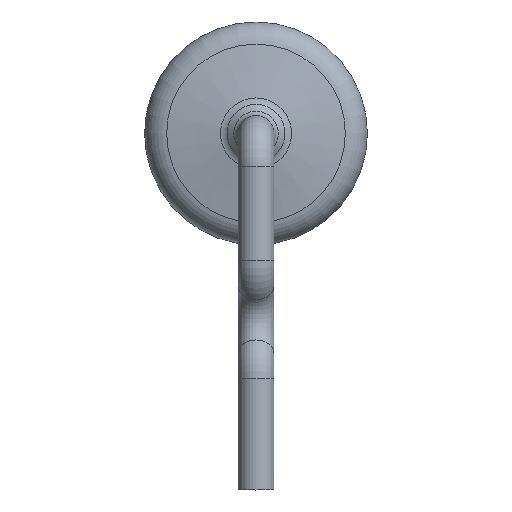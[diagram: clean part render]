
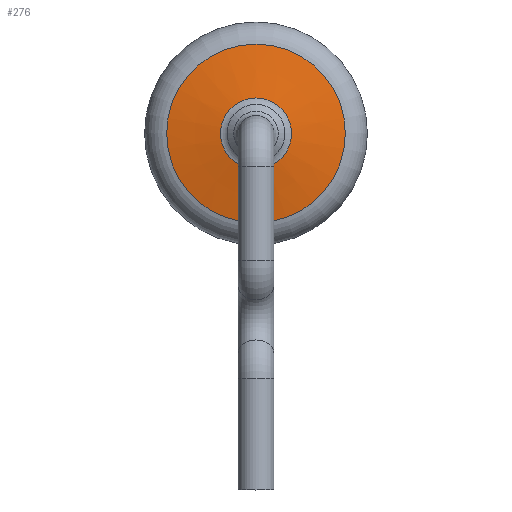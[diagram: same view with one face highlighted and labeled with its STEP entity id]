
A CAD part, left-side view. The second image highlights one B-rep face of the part: STEP entity #276.
In plain terms, the highlighted conical face has half-angle 80 degrees and reference radius 1.4 mm.
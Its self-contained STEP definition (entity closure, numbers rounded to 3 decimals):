
#276=ADVANCED_FACE('',(#679,#681),#683,.T.);
#679=FACE_OUTER_BOUND('',#680,.T.);
#680=EDGE_LOOP('',(#919));
#681=FACE_OUTER_BOUND('',#682,.T.);
#682=EDGE_LOOP('',(#920));
#683=CONICAL_SURFACE('',#684,1.4,1.396);
#684=AXIS2_PLACEMENT_3D('',#685,#686,#687);
#685=CARTESIAN_POINT('',(1.726,0.,5.5));
#686=DIRECTION('',(1.,0.,0.));
#687=DIRECTION('',(0.,0.,-1.));
#919=ORIENTED_EDGE('',*,*,#981,.F.);
#920=ORIENTED_EDGE('',*,*,#982,.T.);
#981=EDGE_CURVE('',#1044,#1044,#1045,.T.);
#982=EDGE_CURVE('',#1046,#1046,#1047,.T.);
#1044=VERTEX_POINT('',#1191);
#1045=CIRCLE('',#1192,2.004);
#1046=VERTEX_POINT('',#1196);
#1047=CIRCLE('',#1197,0.797);
#1191=CARTESIAN_POINT('',(1.833,0.,3.496));
#1192=AXIS2_PLACEMENT_3D('',#1193,#1194,#1195);
#1193=CARTESIAN_POINT('',(1.833,0.,5.5));
#1194=DIRECTION('',(1.,0.,0.));
#1195=DIRECTION('',(0.,0.,-1.));
#1196=CARTESIAN_POINT('',(1.62,0.,4.703));
#1197=AXIS2_PLACEMENT_3D('',#1198,#1199,#1200);
#1198=CARTESIAN_POINT('',(1.62,0.,5.5));
#1199=DIRECTION('',(1.,0.,0.));
#1200=DIRECTION('',(0.,0.,-1.));
